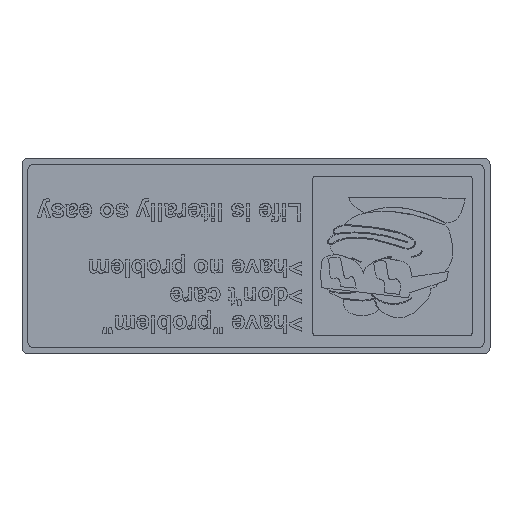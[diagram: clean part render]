
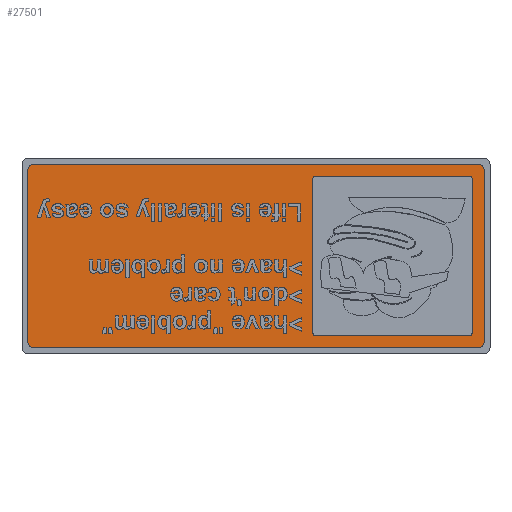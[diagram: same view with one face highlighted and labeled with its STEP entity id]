
A CAD part, top view. The second image highlights one B-rep face of the part: STEP entity #27501.
In plain terms, the highlighted planar face has unit normal (0, 0, 1).
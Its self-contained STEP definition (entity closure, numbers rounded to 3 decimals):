
#3104=PLANE('',#29212);
#3758=FACE_OUTER_BOUND('',#5348,.T.);
#5348=EDGE_LOOP('',(#19003,#19004,#19005,#19006,#19007,#19008,#19009,#19010));
#6981=LINE('',#33669,#9373);
#6985=LINE('',#33681,#9377);
#6988=LINE('',#33692,#9380);
#6991=LINE('',#33701,#9383);
#9373=VECTOR('',#29887,10.);
#9377=VECTOR('',#29899,10.);
#9380=VECTOR('',#29910,10.);
#9383=VECTOR('',#29921,10.);
#11761=CIRCLE('',#29179,1.5);
#11763=CIRCLE('',#29183,1.5);
#11765=CIRCLE('',#29187,1.5);
#11767=CIRCLE('',#29191,1.5);
#11785=VERTEX_POINT('',#33656);
#11786=VERTEX_POINT('',#33657);
#11790=VERTEX_POINT('',#33667);
#11791=VERTEX_POINT('',#33671);
#11794=VERTEX_POINT('',#33679);
#11795=VERTEX_POINT('',#33683);
#11796=VERTEX_POINT('',#33684);
#11799=VERTEX_POINT('',#33695);
#14637=EDGE_CURVE('',#11785,#11786,#11761,.T.);
#14643=EDGE_CURVE('',#11786,#11790,#6981,.T.);
#14644=EDGE_CURVE('',#11790,#11791,#11763,.T.);
#14649=EDGE_CURVE('',#11791,#11794,#6985,.T.);
#14650=EDGE_CURVE('',#11795,#11796,#11765,.T.);
#14654=EDGE_CURVE('',#11796,#11785,#6988,.T.);
#14656=EDGE_CURVE('',#11794,#11799,#11767,.T.);
#14659=EDGE_CURVE('',#11799,#11795,#6991,.T.);
#19003=ORIENTED_EDGE('',*,*,#14637,.T.);
#19004=ORIENTED_EDGE('',*,*,#14643,.T.);
#19005=ORIENTED_EDGE('',*,*,#14644,.T.);
#19006=ORIENTED_EDGE('',*,*,#14649,.T.);
#19007=ORIENTED_EDGE('',*,*,#14656,.T.);
#19008=ORIENTED_EDGE('',*,*,#14659,.T.);
#19009=ORIENTED_EDGE('',*,*,#14650,.T.);
#19010=ORIENTED_EDGE('',*,*,#14654,.T.);
#27501=ADVANCED_FACE('',(#3758),#3104,.T.);
#29179=AXIS2_PLACEMENT_3D('',#33658,#29877,#29878);
#29183=AXIS2_PLACEMENT_3D('',#33672,#29890,#29891);
#29187=AXIS2_PLACEMENT_3D('',#33685,#29902,#29903);
#29191=AXIS2_PLACEMENT_3D('',#33696,#29914,#29915);
#29212=AXIS2_PLACEMENT_3D('',#33753,#29975,#29976);
#29877=DIRECTION('center_axis',(0.,0.,1.));
#29878=DIRECTION('ref_axis',(-0.707,0.707,0.));
#29887=DIRECTION('',(0.,-1.,0.));
#29890=DIRECTION('center_axis',(0.,0.,1.));
#29891=DIRECTION('ref_axis',(-0.707,-0.707,0.));
#29899=DIRECTION('',(1.,0.,0.));
#29902=DIRECTION('center_axis',(0.,0.,1.));
#29903=DIRECTION('ref_axis',(0.707,0.707,0.));
#29910=DIRECTION('',(-1.,0.,0.));
#29914=DIRECTION('center_axis',(0.,0.,1.));
#29915=DIRECTION('ref_axis',(0.707,-0.707,0.));
#29921=DIRECTION('',(0.,1.,0.));
#29975=DIRECTION('center_axis',(0.,0.,1.));
#29976=DIRECTION('ref_axis',(1.,0.,0.));
#33656=CARTESIAN_POINT('',(-57.,23.5,1.));
#33657=CARTESIAN_POINT('',(-58.5,22.,1.));
#33658=CARTESIAN_POINT('Origin',(-57.,22.,1.));
#33667=CARTESIAN_POINT('',(-58.5,-22.,1.));
#33669=CARTESIAN_POINT('',(-58.5,-23.5,1.));
#33671=CARTESIAN_POINT('',(-57.,-23.5,1.));
#33672=CARTESIAN_POINT('Origin',(-57.,-22.,1.));
#33679=CARTESIAN_POINT('',(57.,-23.5,1.));
#33681=CARTESIAN_POINT('',(58.5,-23.5,1.));
#33683=CARTESIAN_POINT('',(58.5,22.,1.));
#33684=CARTESIAN_POINT('',(57.,23.5,1.));
#33685=CARTESIAN_POINT('Origin',(57.,22.,1.));
#33692=CARTESIAN_POINT('',(-58.5,23.5,1.));
#33695=CARTESIAN_POINT('',(58.5,-22.,1.));
#33696=CARTESIAN_POINT('Origin',(57.,-22.,1.));
#33701=CARTESIAN_POINT('',(58.5,23.5,1.));
#33753=CARTESIAN_POINT('Origin',(0.,0.,1.));
